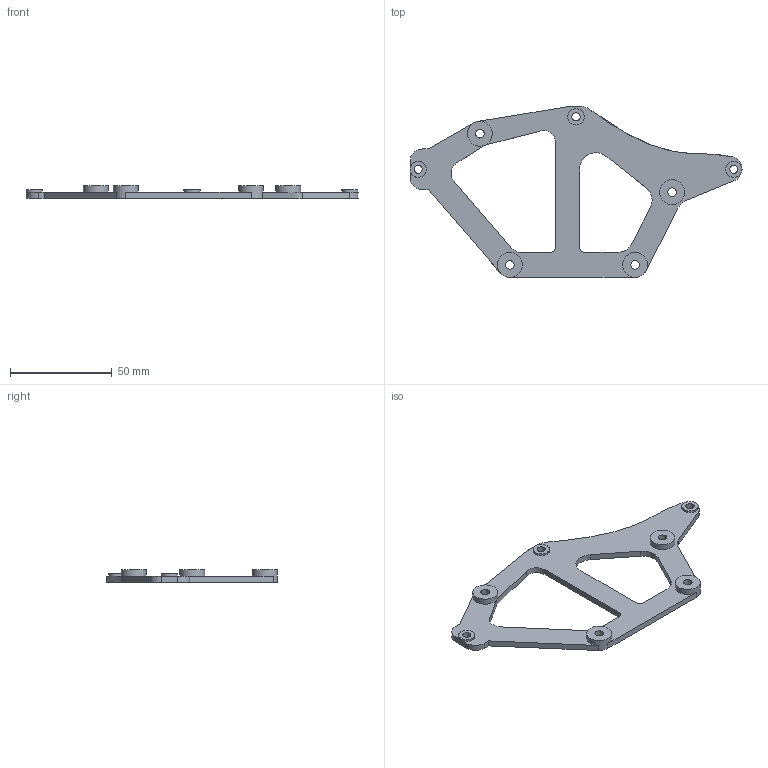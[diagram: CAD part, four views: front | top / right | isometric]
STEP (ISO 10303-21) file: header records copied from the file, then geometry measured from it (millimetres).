
FILE_DESCRIPTION(/* description */ (''),/* implementation_level */ '2;1');
FILE_NAME(/* name */ 'RobinE3Mount.step',/* time_stamp */ '2022-12-20T09:41:57+08:00',/* author */ (''),/* organization */ (''),/* preprocessor_version */ 'ST-DEVELOPER v19.2',/* originating_system */ 'Autodesk Translation Framework v11.17.0.187',/* authorisation */ '');
FILE_SCHEMA (('AUTOMOTIVE_DESIGN { 1 0 10303 214 3 1 1 }'));
Length unit declared in the file: millimetre
Products named in the file (1): RobinE3Mount
Bounding box: 163 x 83.8 x 6 mm (x, y, z)
Volume: 16883.2 mm3; surface area: 13533.9 mm2
Topology: 1 solids, 1 shells, 60 faces, 166 edges, 109 vertices
Faces by surface type: plane 30, cylinder 29, bspline 1
Full cylindrical faces by diameter (mm): 4 x3, 4.2 x4, 8 x3, 12.2 x4
Entity records: 2039 total; most frequent: CARTESIAN_POINT 390, DIRECTION 349, ORIENTED_EDGE 328, EDGE_CURVE 164, AXIS2_PLACEMENT_3D 127, VERTEX_POINT 108, LINE 95, VECTOR 95
